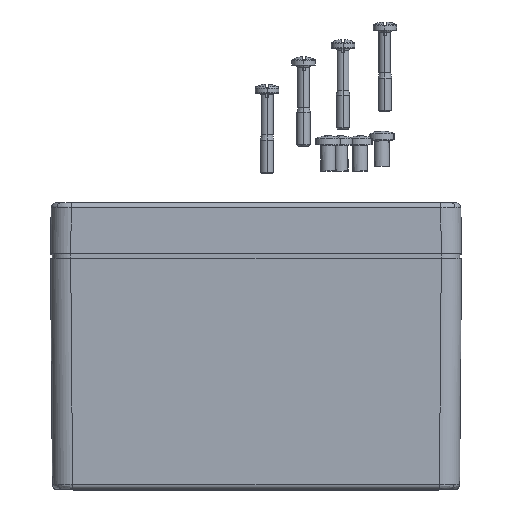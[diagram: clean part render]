
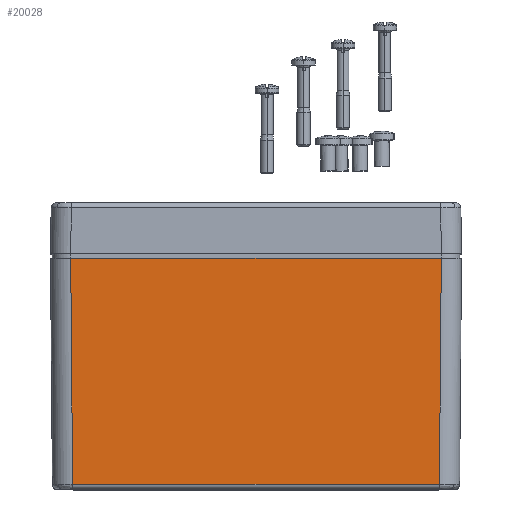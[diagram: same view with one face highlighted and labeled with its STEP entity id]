
A CAD part, top view. The second image highlights one B-rep face of the part: STEP entity #20028.
In plain terms, the highlighted planar face has unit normal (0, -0.008, 1).
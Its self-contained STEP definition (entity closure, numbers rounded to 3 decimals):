
#1923 = CARTESIAN_POINT ( 'NONE',  ( -54.414, -70.013, 59.413 ) ) ;
#5303 = CARTESIAN_POINT ( 'NONE',  ( -54.975, -3., 59.975 ) ) ;
#5827 = DIRECTION ( 'NONE',  ( -1., 0., 0. ) ) ;
#5828 = VECTOR ( 'NONE', #5827, 1000. ) ;
#5861 = CARTESIAN_POINT ( 'NONE',  ( -61., -3., 59.975 ) ) ;
#5862 = LINE ( 'NONE', #5861, #5828 ) ;
#5885 = CARTESIAN_POINT ( 'NONE',  ( 54.975, -3., 59.975 ) ) ;
#6138 = DIRECTION ( 'NONE',  ( 0.008, 1., 0.008 ) ) ;
#6139 = VECTOR ( 'NONE', #6138, 1000. ) ;
#6140 = CARTESIAN_POINT ( 'NONE',  ( 54.992, -0.972, 59.992 ) ) ;
#6141 = DIRECTION ( 'NONE',  ( 0., -1., -0.008 ) ) ;
#6142 = DIRECTION ( 'NONE',  ( 0., -0.008, 1. ) ) ;
#6143 = AXIS2_PLACEMENT_3D ( 'NONE', #6145, #6142, #6141 ) ;
#6144 = LINE ( 'NONE', #6140, #6139 ) ;
#6145 = CARTESIAN_POINT ( 'NONE',  ( -61., 0., 60. ) ) ;
#6146 = PLANE ( 'NONE',  #6143 ) ;
#6149 = FACE_OUTER_BOUND ( 'NONE', #20030, .T. ) ;
#6159 = DIRECTION ( 'NONE',  ( 1., 0., 0. ) ) ;
#6160 = VECTOR ( 'NONE', #6159, 1000. ) ;
#6161 = CARTESIAN_POINT ( 'NONE',  ( -61., -70.013, 59.413 ) ) ;
#6162 = LINE ( 'NONE', #6161, #6160 ) ;
#6199 = CARTESIAN_POINT ( 'NONE',  ( 54.414, -70.013, 59.413 ) ) ;
#6259 = DIRECTION ( 'NONE',  ( 0.008, -1., -0.008 ) ) ;
#6260 = VECTOR ( 'NONE', #6259, 1000. ) ;
#6261 = CARTESIAN_POINT ( 'NONE',  ( -55.001, 0.05, 60. ) ) ;
#6262 = LINE ( 'NONE', #6261, #6260 ) ;
#17764 = VERTEX_POINT ( 'NONE', #1923 ) ;
#19863 = VERTEX_POINT ( 'NONE', #5303 ) ;
#19866 = EDGE_CURVE ( 'NONE', #19868, #19863, #5862, .T. ) ;
#19868 = VERTEX_POINT ( 'NONE', #5885 ) ;
#20028 = ADVANCED_FACE ( 'NONE', ( #6149 ), #6146, .T. ) ;
#20030 = EDGE_LOOP ( 'NONE', ( #20032, #20132, #20133, #20138 ) ) ;
#20032 = ORIENTED_EDGE ( 'NONE', *, *, #20035, .T. ) ;
#20035 = EDGE_CURVE ( 'NONE', #20082, #19868, #6144, .T. ) ;
#20060 = EDGE_CURVE ( 'NONE', #17764, #20082, #6162, .T. ) ;
#20082 = VERTEX_POINT ( 'NONE', #6199 ) ;
#20132 = ORIENTED_EDGE ( 'NONE', *, *, #19866, .T. ) ;
#20133 = ORIENTED_EDGE ( 'NONE', *, *, #20136, .T. ) ;
#20136 = EDGE_CURVE ( 'NONE', #19863, #17764, #6262, .T. ) ;
#20138 = ORIENTED_EDGE ( 'NONE', *, *, #20060, .T. ) ;
